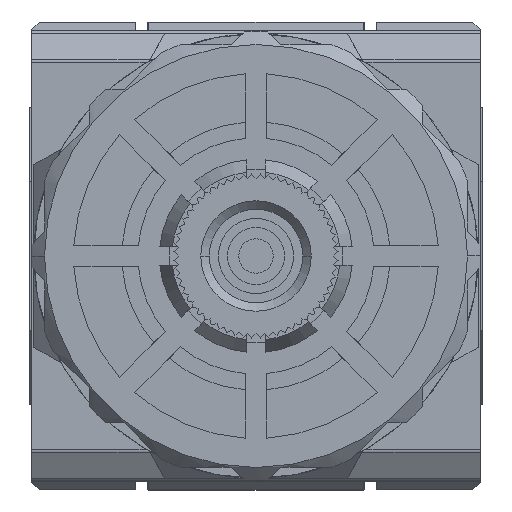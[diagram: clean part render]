
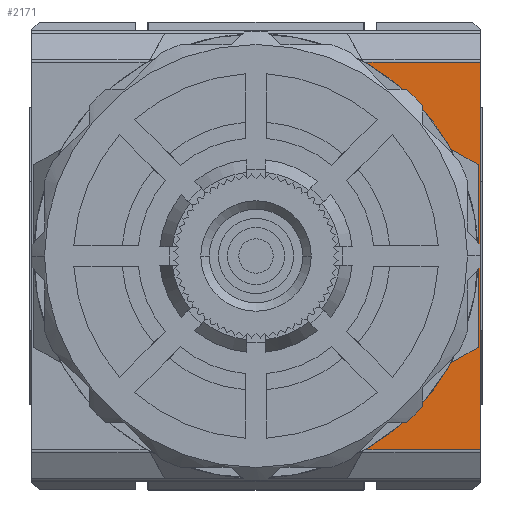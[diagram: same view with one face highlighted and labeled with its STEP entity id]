
A CAD part, front view. The second image highlights one B-rep face of the part: STEP entity #2171.
In plain terms, the highlighted planar face has unit normal (0, -1, 0).
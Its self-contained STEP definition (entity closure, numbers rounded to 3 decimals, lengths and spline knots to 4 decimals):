
#2171 = ADVANCED_FACE ( 'NONE', ( #29170 ), #18656, .F. ) ;
#3490 = VECTOR ( 'NONE', #3780, 39.3701 ) ;
#3734 = DIRECTION ( 'NONE',  ( 0.866, 0., 0.5 ) ) ;
#3780 = DIRECTION ( 'NONE',  ( 0., 0., -1. ) ) ;
#4335 = EDGE_CURVE ( 'NONE', #56571, #21667, #51813, .T. ) ;
#4781 = DIRECTION ( 'NONE',  ( 1., 0., 0. ) ) ;
#4785 = CARTESIAN_POINT ( 'NONE',  ( 0.815, -1.0079, -0.3346 ) ) ;
#6403 = CARTESIAN_POINT ( 'NONE',  ( 0.815, -1.0079, 0.3346 ) ) ;
#8214 = ORIENTED_EDGE ( 'NONE', *, *, #53012, .F. ) ;
#11027 = ORIENTED_EDGE ( 'NONE', *, *, #45878, .F. ) ;
#11172 = DIRECTION ( 'NONE',  ( 0., 0., 1. ) ) ;
#11462 = ORIENTED_EDGE ( 'NONE', *, *, #29901, .F. ) ;
#13639 = CARTESIAN_POINT ( 'NONE',  ( 0.8228, -1.0079, 0.7102 ) ) ;
#13884 = CARTESIAN_POINT ( 'NONE',  ( 0.714, -1.0079, -0.393 ) ) ;
#14825 = DIRECTION ( 'NONE',  ( 0., -1., 0. ) ) ;
#14993 = CIRCLE ( 'NONE', #58639, 0.815 ) ;
#15171 = DIRECTION ( 'NONE',  ( -1., 0., 0. ) ) ;
#15866 = DIRECTION ( 'NONE',  ( 0., 0., 1. ) ) ;
#18210 = EDGE_CURVE ( 'NONE', #58931, #31445, #14993, .T. ) ;
#18656 = PLANE ( 'NONE',  #60149 ) ;
#18921 = VERTEX_POINT ( 'NONE', #24746 ) ;
#20098 = CARTESIAN_POINT ( 'NONE',  ( 0.8228, -1.0079, -0.7102 ) ) ;
#21667 = VERTEX_POINT ( 'NONE', #29712 ) ;
#22373 = LINE ( 'NONE', #53953, #32267 ) ;
#23755 = VERTEX_POINT ( 'NONE', #4785 ) ;
#24176 = ORIENTED_EDGE ( 'NONE', *, *, #55836, .F. ) ;
#24244 = CARTESIAN_POINT ( 'NONE',  ( 0.8228, -1.0079, 0.7102 ) ) ;
#24391 = EDGE_CURVE ( 'NONE', #40011, #53475, #60373, .T. ) ;
#24746 = CARTESIAN_POINT ( 'NONE',  ( 0.3997, -1.0079, 0.7102 ) ) ;
#25330 = CARTESIAN_POINT ( 'NONE',  ( 0.714, -1.0079, 0.393 ) ) ;
#28008 = CARTESIAN_POINT ( 'NONE',  ( 0.714, -1.0079, -0.393 ) ) ;
#28466 = DIRECTION ( 'NONE',  ( 0., 1., 0. ) ) ;
#29170 = FACE_OUTER_BOUND ( 'NONE', #49363, .T. ) ;
#29712 = CARTESIAN_POINT ( 'NONE',  ( 0.8228, -1.0079, -0.7102 ) ) ;
#29901 = EDGE_CURVE ( 'NONE', #53475, #18921, #42564, .T. ) ;
#31445 = VERTEX_POINT ( 'NONE', #28008 ) ;
#32267 = VECTOR ( 'NONE', #11172, 39.3701 ) ;
#32686 = ORIENTED_EDGE ( 'NONE', *, *, #38471, .F. ) ;
#34544 = CARTESIAN_POINT ( 'NONE',  ( 0.3997, -1.0079, -0.7102 ) ) ;
#36017 = CARTESIAN_POINT ( 'NONE',  ( 0.8228, -1.0079, 0.7102 ) ) ;
#38471 = EDGE_CURVE ( 'NONE', #18921, #56571, #52810, .T. ) ;
#40011 = VERTEX_POINT ( 'NONE', #60552 ) ;
#40485 = VECTOR ( 'NONE', #4781, 39.3701 ) ;
#41683 = CARTESIAN_POINT ( 'NONE',  ( 0.8228, -1.0079, 0.7102 ) ) ;
#42126 = DIRECTION ( 'NONE',  ( 0., -1., 0. ) ) ;
#42564 = CIRCLE ( 'NONE', #43647, 0.815 ) ;
#43647 = AXIS2_PLACEMENT_3D ( 'NONE', #48080, #42126, #69102 ) ;
#45302 = DIRECTION ( 'NONE',  ( 0., 0., 1. ) ) ;
#45878 = EDGE_CURVE ( 'NONE', #31445, #23755, #46836, .T. ) ;
#46836 = LINE ( 'NONE', #13884, #50245 ) ;
#48080 = CARTESIAN_POINT ( 'NONE',  ( 0., -1.0079, 0. ) ) ;
#49172 = DIRECTION ( 'NONE',  ( -0.866, 0., 0.5 ) ) ;
#49363 = EDGE_LOOP ( 'NONE', ( #24176, #66544, #32686, #11462, #63841, #8214, #11027, #60122 ) ) ;
#50245 = VECTOR ( 'NONE', #3734, 39.3701 ) ;
#51813 = LINE ( 'NONE', #36017, #3490 ) ;
#52810 = LINE ( 'NONE', #13639, #40485 ) ;
#53012 = EDGE_CURVE ( 'NONE', #23755, #40011, #22373, .T. ) ;
#53475 = VERTEX_POINT ( 'NONE', #25330 ) ;
#53953 = CARTESIAN_POINT ( 'NONE',  ( 0.815, -1.0079, 0.7102 ) ) ;
#55836 = EDGE_CURVE ( 'NONE', #21667, #58931, #68817, .T. ) ;
#56571 = VERTEX_POINT ( 'NONE', #41683 ) ;
#58639 = AXIS2_PLACEMENT_3D ( 'NONE', #58967, #14825, #15866 ) ;
#58931 = VERTEX_POINT ( 'NONE', #34544 ) ;
#58967 = CARTESIAN_POINT ( 'NONE',  ( 0., -1.0079, 0. ) ) ;
#60122 = ORIENTED_EDGE ( 'NONE', *, *, #18210, .F. ) ;
#60149 = AXIS2_PLACEMENT_3D ( 'NONE', #24244, #28466, #45302 ) ;
#60373 = LINE ( 'NONE', #6403, #62227 ) ;
#60552 = CARTESIAN_POINT ( 'NONE',  ( 0.815, -1.0079, 0.3346 ) ) ;
#62227 = VECTOR ( 'NONE', #49172, 39.3701 ) ;
#63841 = ORIENTED_EDGE ( 'NONE', *, *, #24391, .F. ) ;
#65060 = VECTOR ( 'NONE', #15171, 39.3701 ) ;
#66544 = ORIENTED_EDGE ( 'NONE', *, *, #4335, .F. ) ;
#68817 = LINE ( 'NONE', #20098, #65060 ) ;
#69102 = DIRECTION ( 'NONE',  ( 0., 0., 1. ) ) ;
